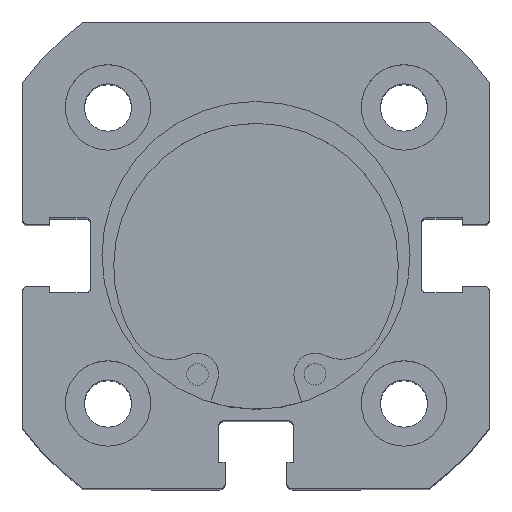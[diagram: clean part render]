
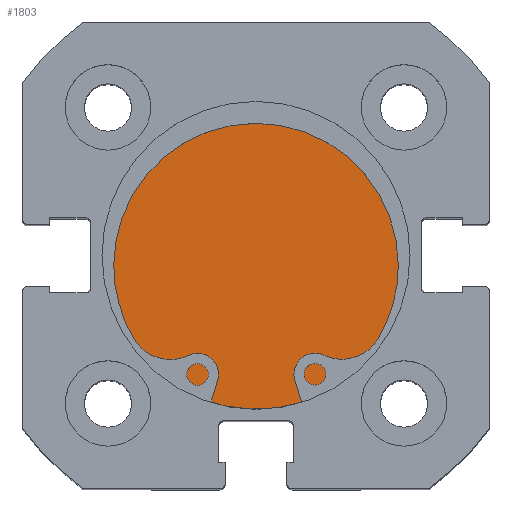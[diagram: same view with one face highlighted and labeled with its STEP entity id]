
A CAD part, top view. The second image highlights one B-rep face of the part: STEP entity #1803.
In plain terms, the highlighted face is planar.
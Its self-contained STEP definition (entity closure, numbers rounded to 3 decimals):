
#371 = VERTEX_POINT ( 'NONE', #3465 ) ;
#392 = VERTEX_POINT ( 'NONE', #3443 ) ;
#487 = ORIENTED_EDGE ( 'NONE', *, *, #1543, .F. ) ;
#490 = ORIENTED_EDGE ( 'NONE', *, *, #1554, .F. ) ;
#650 = EDGE_LOOP ( 'NONE', ( #487, #490 ) ) ;
#1543 = EDGE_CURVE ( 'NONE', #392, #371, #4557, .T. ) ;
#1554 = EDGE_CURVE ( 'NONE', #371, #392, #4569, .T. ) ;
#1803 = ADVANCED_FACE ( 'NONE', ( #4719 ), #1856, .F. ) ;
#1851 = DIRECTION ( 'NONE',  ( 0., 0., 1. ) ) ;
#1852 = DIRECTION ( 'NONE',  ( -1., 0., 0. ) ) ;
#1856 = PLANE ( 'NONE',  #2840 ) ;
#1857 = CARTESIAN_POINT ( 'NONE',  ( 6., 13.5, 0. ) ) ;
#2208 = DIRECTION ( 'NONE',  ( 0., 0., 1. ) ) ;
#2209 = DIRECTION ( 'NONE',  ( -1., 0., 0. ) ) ;
#2219 = CARTESIAN_POINT ( 'NONE',  ( 6., 0., 0. ) ) ;
#2249 = DIRECTION ( 'NONE',  ( 0., 0., 1. ) ) ;
#2250 = DIRECTION ( 'NONE',  ( -1., 0., 0. ) ) ;
#2252 = CARTESIAN_POINT ( 'NONE',  ( 6., 0., 0. ) ) ;
#2773 = AXIS2_PLACEMENT_3D ( 'NONE', #2252, #2250, #2249 ) ;
#2784 = AXIS2_PLACEMENT_3D ( 'NONE', #2219, #2209, #2208 ) ;
#2840 = AXIS2_PLACEMENT_3D ( 'NONE', #1857, #1852, #1851 ) ;
#3443 = CARTESIAN_POINT ( 'NONE',  ( 6., 0., 13.5 ) ) ;
#3465 = CARTESIAN_POINT ( 'NONE',  ( 6., 0., -13.5 ) ) ;
#4557 = CIRCLE ( 'NONE', #2773, 13.5 ) ;
#4569 = CIRCLE ( 'NONE', #2784, 13.5 ) ;
#4719 = FACE_OUTER_BOUND ( 'NONE', #650, .T. ) ;
